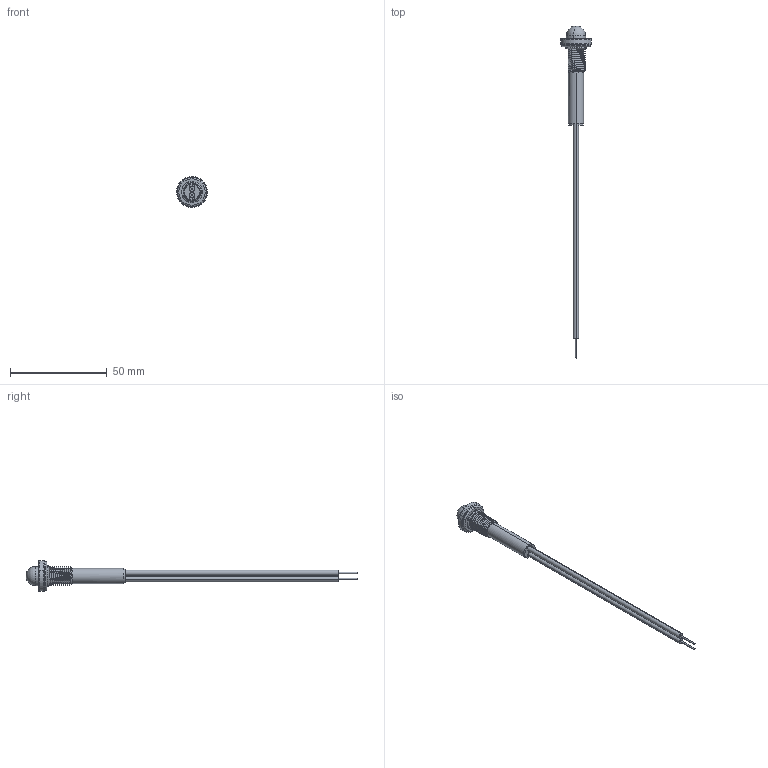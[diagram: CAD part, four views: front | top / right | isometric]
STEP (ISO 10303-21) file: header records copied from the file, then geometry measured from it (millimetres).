
FILE_DESCRIPTION (( 'STEP AP214' ), '1' );
FILE_NAME ('6010Mx_Series.STEP', '2018-07-17T15:32:09', ( 'user' ), ( 'Microsoft' ), 'SwSTEP 2.0', 'SolidWorks 2018', '' );
FILE_SCHEMA (( 'AUTOMOTIVE_DESIGN' ));
Length unit declared in the file: millimetre
Products named in the file (9): MZ4131.step; MZ1131-B3277.step; D11456 - B13071.step; MB1333x B10033.step; E54861xx - B8650.step; E53347-09.step; 6010Mx_Series; files_6010Mx.step; (WIRE_18AWG) UL1015-18-4--1-2-1-8D-XXX_4.5".step
Assembly tree (9 placements, depth 3):
  6010Mx_Series
    files_6010Mx.step
      E53347-09.step
      E54861xx - B8650.step
      MB1333x B10033.step
      D11456 - B13071.step
      MZ1131-B3277.step
      MZ4131.step
      (WIRE_18AWG) UL1015-18-4--1-2-1-8D-XXX_4.5".step  x2
Bounding box: 16 x 172 x 16 mm (x, y, z)
Volume: 3027.6 mm3; surface area: 6577.4 mm2
Topology: 8 solids, 8 shells, 306 faces, 797 edges, 511 vertices
Faces by surface type: plane 120, cylinder 99, cone 44, sphere 24, torus 17, bspline 2
Entity records: 12387 total; most frequent: CARTESIAN_POINT 4925, ORIENTED_EDGE 1546, DIRECTION 1448, EDGE_CURVE 773, AXIS2_PLACEMENT_3D 558, VERTEX_POINT 497, VECTOR 332, LINE 332
